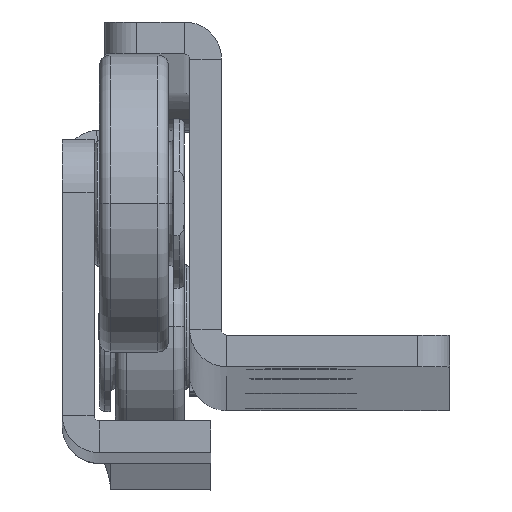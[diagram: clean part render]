
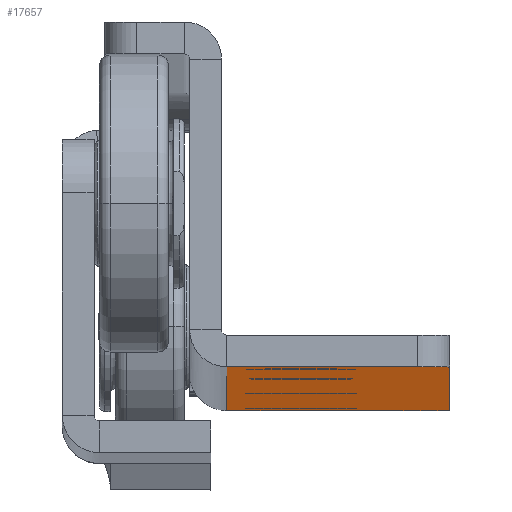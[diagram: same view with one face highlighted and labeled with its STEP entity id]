
A CAD part, top view. The second image highlights one B-rep face of the part: STEP entity #17657.
In plain terms, the highlighted face is planar.
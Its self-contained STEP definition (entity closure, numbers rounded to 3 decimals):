
#371 = FACE_BOUND ( 'NONE', #21860, .T. ) ;
#535 = CARTESIAN_POINT ( 'NONE',  ( 5.25, -9.5, 60. ) ) ;
#756 = EDGE_CURVE ( 'NONE', #5703, #12296, #11667, .T. ) ;
#1767 = DIRECTION ( 'NONE',  ( 0., 1., 0. ) ) ;
#1835 = CIRCLE ( 'NONE', #17793, 5.25 ) ;
#1929 = VERTEX_POINT ( 'NONE', #46372 ) ;
#2243 = ORIENTED_EDGE ( 'NONE', *, *, #41583, .T. ) ;
#2246 = AXIS2_PLACEMENT_3D ( 'NONE', #43353, #51928, #21826 ) ;
#2463 = VECTOR ( 'NONE', #13546, 1000. ) ;
#2810 = CARTESIAN_POINT ( 'NONE',  ( 10.5, -9.5, 252. ) ) ;
#3143 = EDGE_CURVE ( 'NONE', #23515, #14158, #11388, .T. ) ;
#5396 = CIRCLE ( 'NONE', #26679, 5.25 ) ;
#5703 = VERTEX_POINT ( 'NONE', #19070 ) ;
#5798 = DIRECTION ( 'NONE',  ( -1., 0., 0. ) ) ;
#6165 = CARTESIAN_POINT ( 'NONE',  ( 10.5, -9.5, 60. ) ) ;
#6689 = DIRECTION ( 'NONE',  ( 0., 0., 1. ) ) ;
#7158 = AXIS2_PLACEMENT_3D ( 'NONE', #41987, #54450, #21015 ) ;
#7519 = CARTESIAN_POINT ( 'NONE',  ( 3.5, -9.5, 30. ) ) ;
#7858 = DIRECTION ( 'NONE',  ( 0., 0., -1. ) ) ;
#8957 = AXIS2_PLACEMENT_3D ( 'NONE', #2810, #36605, #27782 ) ;
#9284 = CARTESIAN_POINT ( 'NONE',  ( 15.75, -9.5, 60. ) ) ;
#9401 = ORIENTED_EDGE ( 'NONE', *, *, #756, .T. ) ;
#9654 = DIRECTION ( 'NONE',  ( -0.105, 0., 0.995 ) ) ;
#10633 = CARTESIAN_POINT ( 'NONE',  ( 5.25, -9.5, 572. ) ) ;
#11388 = LINE ( 'NONE', #41545, #32143 ) ;
#11446 = DIRECTION ( 'NONE',  ( 0., 0., -1. ) ) ;
#11667 = CIRCLE ( 'NONE', #17045, 5.25 ) ;
#11747 = FACE_BOUND ( 'NONE', #30732, .T. ) ;
#11989 = CARTESIAN_POINT ( 'NONE',  ( 24.486, -9.5, 597.314 ) ) ;
#12034 = CIRCLE ( 'NONE', #34136, 5. ) ;
#12296 = VERTEX_POINT ( 'NONE', #10633 ) ;
#12513 = EDGE_CURVE ( 'NONE', #25279, #18231, #12034, .T. ) ;
#12847 = CIRCLE ( 'NONE', #2246, 5.25 ) ;
#12997 = CARTESIAN_POINT ( 'NONE',  ( 5.25, -9.5, 252. ) ) ;
#13249 = LINE ( 'NONE', #30735, #46123 ) ;
#13537 = ORIENTED_EDGE ( 'NONE', *, *, #35157, .T. ) ;
#13546 = DIRECTION ( 'NONE',  ( 1., 0., 0. ) ) ;
#14035 = LINE ( 'NONE', #18506, #39084 ) ;
#14158 = VERTEX_POINT ( 'NONE', #16237 ) ;
#14384 = EDGE_CURVE ( 'NONE', #14158, #36963, #25244, .T. ) ;
#14593 = ORIENTED_EDGE ( 'NONE', *, *, #42408, .T. ) ;
#15403 = VERTEX_POINT ( 'NONE', #52061 ) ;
#16237 = CARTESIAN_POINT ( 'NONE',  ( 3.5, -9.5, 600. ) ) ;
#16260 = DIRECTION ( 'NONE',  ( 0., 1., 0. ) ) ;
#16931 = AXIS2_PLACEMENT_3D ( 'NONE', #45506, #16260, #7858 ) ;
#17032 = ORIENTED_EDGE ( 'NONE', *, *, #3143, .F. ) ;
#17045 = AXIS2_PLACEMENT_3D ( 'NONE', #17641, #1767, #39155 ) ;
#17342 = FACE_BOUND ( 'NONE', #41761, .T. ) ;
#17641 = CARTESIAN_POINT ( 'NONE',  ( 10.5, -9.5, 572. ) ) ;
#17657 = ADVANCED_FACE ( 'NONE', ( #371, #17342, #20391, #11747, #28669 ), #54096, .F. ) ;
#17722 = EDGE_CURVE ( 'NONE', #49786, #28886, #1835, .T. ) ;
#17793 = AXIS2_PLACEMENT_3D ( 'NONE', #51572, #47425, #51840 ) ;
#18231 = VERTEX_POINT ( 'NONE', #21004 ) ;
#18234 = DIRECTION ( 'NONE',  ( 1., 0., 0. ) ) ;
#18506 = CARTESIAN_POINT ( 'NONE',  ( 24.5, -9.5, 30. ) ) ;
#19070 = CARTESIAN_POINT ( 'NONE',  ( 15.75, -9.5, 572. ) ) ;
#20391 = FACE_BOUND ( 'NONE', #45987, .T. ) ;
#20502 = ORIENTED_EDGE ( 'NONE', *, *, #53809, .T. ) ;
#20511 = CIRCLE ( 'NONE', #8957, 5.25 ) ;
#20729 = ORIENTED_EDGE ( 'NONE', *, *, #54628, .T. ) ;
#21004 = CARTESIAN_POINT ( 'NONE',  ( 24.5, -9.5, 33.594 ) ) ;
#21015 = DIRECTION ( 'NONE',  ( 0., 0., 1. ) ) ;
#21826 = DIRECTION ( 'NONE',  ( -1., 0., 0. ) ) ;
#21860 = EDGE_LOOP ( 'NONE', ( #9401, #14593 ) ) ;
#23515 = VERTEX_POINT ( 'NONE', #7519 ) ;
#24103 = CARTESIAN_POINT ( 'NONE',  ( 10.5, -9.5, 572. ) ) ;
#25244 = LINE ( 'NONE', #50863, #2463 ) ;
#25279 = VERTEX_POINT ( 'NONE', #41931 ) ;
#26679 = AXIS2_PLACEMENT_3D ( 'NONE', #35041, #52183, #52458 ) ;
#26827 = EDGE_CURVE ( 'NONE', #23515, #25279, #14035, .T. ) ;
#26832 = AXIS2_PLACEMENT_3D ( 'NONE', #6165, #39926, #54691 ) ;
#27301 = EDGE_CURVE ( 'NONE', #28886, #49786, #32105, .T. ) ;
#27413 = ORIENTED_EDGE ( 'NONE', *, *, #26827, .T. ) ;
#27782 = DIRECTION ( 'NONE',  ( -1., 0., 0. ) ) ;
#27799 = ORIENTED_EDGE ( 'NONE', *, *, #47152, .T. ) ;
#28669 = FACE_OUTER_BOUND ( 'NONE', #40460, .T. ) ;
#28886 = VERTEX_POINT ( 'NONE', #9284 ) ;
#28944 = VECTOR ( 'NONE', #11446, 1000. ) ;
#30570 = ORIENTED_EDGE ( 'NONE', *, *, #27301, .T. ) ;
#30732 = EDGE_LOOP ( 'NONE', ( #30570, #42565 ) ) ;
#30735 = CARTESIAN_POINT ( 'NONE',  ( 24.486, -9.5, 597.314 ) ) ;
#31097 = CIRCLE ( 'NONE', #7158, 3. ) ;
#31193 = EDGE_CURVE ( 'NONE', #33278, #18231, #48831, .T. ) ;
#32105 = CIRCLE ( 'NONE', #26832, 5.25 ) ;
#32143 = VECTOR ( 'NONE', #6689, 1000. ) ;
#32929 = CIRCLE ( 'NONE', #48761, 5.25 ) ;
#33278 = VERTEX_POINT ( 'NONE', #50099 ) ;
#33864 = DIRECTION ( 'NONE',  ( 0., -1., 0. ) ) ;
#34136 = AXIS2_PLACEMENT_3D ( 'NONE', #51558, #33864, #50727 ) ;
#35041 = CARTESIAN_POINT ( 'NONE',  ( 10.5, -9.5, 444. ) ) ;
#35157 = EDGE_CURVE ( 'NONE', #52111, #15403, #38111, .T. ) ;
#36240 = VERTEX_POINT ( 'NONE', #11989 ) ;
#36605 = DIRECTION ( 'NONE',  ( 0., 1., 0. ) ) ;
#36885 = ORIENTED_EDGE ( 'NONE', *, *, #54215, .T. ) ;
#36963 = VERTEX_POINT ( 'NONE', #53524 ) ;
#38111 = CIRCLE ( 'NONE', #46959, 5.25 ) ;
#38903 = CARTESIAN_POINT ( 'NONE',  ( 5.25, -9.5, 444. ) ) ;
#39084 = VECTOR ( 'NONE', #18234, 1000. ) ;
#39155 = DIRECTION ( 'NONE',  ( -1., 0., 0. ) ) ;
#39814 = DIRECTION ( 'NONE',  ( -1., 0., 0. ) ) ;
#39926 = DIRECTION ( 'NONE',  ( 0., 1., 0. ) ) ;
#40460 = EDGE_LOOP ( 'NONE', ( #17032, #27413, #50734, #40954, #20729, #2243, #42968 ) ) ;
#40901 = DIRECTION ( 'NONE',  ( 0., 1., 0. ) ) ;
#40954 = ORIENTED_EDGE ( 'NONE', *, *, #31193, .F. ) ;
#41327 = CARTESIAN_POINT ( 'NONE',  ( 24.5, -9.5, 600. ) ) ;
#41545 = CARTESIAN_POINT ( 'NONE',  ( 3.5, -9.5, 600. ) ) ;
#41583 = EDGE_CURVE ( 'NONE', #36240, #36963, #31097, .T. ) ;
#41761 = EDGE_LOOP ( 'NONE', ( #20502, #13537 ) ) ;
#41931 = CARTESIAN_POINT ( 'NONE',  ( 19.702, -9.5, 30. ) ) ;
#41987 = CARTESIAN_POINT ( 'NONE',  ( 21.502, -9.5, 597. ) ) ;
#42408 = EDGE_CURVE ( 'NONE', #12296, #5703, #32929, .T. ) ;
#42565 = ORIENTED_EDGE ( 'NONE', *, *, #17722, .T. ) ;
#42968 = ORIENTED_EDGE ( 'NONE', *, *, #14384, .F. ) ;
#43325 = VERTEX_POINT ( 'NONE', #12997 ) ;
#43353 = CARTESIAN_POINT ( 'NONE',  ( 10.5, -9.5, 252. ) ) ;
#43701 = DIRECTION ( 'NONE',  ( 0., 1., 0. ) ) ;
#45506 = CARTESIAN_POINT ( 'NONE',  ( 24.5, -9.5, 600. ) ) ;
#45987 = EDGE_LOOP ( 'NONE', ( #36885, #27799 ) ) ;
#46123 = VECTOR ( 'NONE', #9654, 1000. ) ;
#46372 = CARTESIAN_POINT ( 'NONE',  ( 15.75, -9.5, 252. ) ) ;
#46959 = AXIS2_PLACEMENT_3D ( 'NONE', #47859, #43701, #5798 ) ;
#47152 = EDGE_CURVE ( 'NONE', #43325, #1929, #12847, .T. ) ;
#47425 = DIRECTION ( 'NONE',  ( 0., 1., 0. ) ) ;
#47859 = CARTESIAN_POINT ( 'NONE',  ( 10.5, -9.5, 444. ) ) ;
#48761 = AXIS2_PLACEMENT_3D ( 'NONE', #24103, #40901, #39814 ) ;
#48831 = LINE ( 'NONE', #41327, #28944 ) ;
#49786 = VERTEX_POINT ( 'NONE', #535 ) ;
#50099 = CARTESIAN_POINT ( 'NONE',  ( 24.5, -9.5, 597.182 ) ) ;
#50727 = DIRECTION ( 'NONE',  ( 0., 0., 1. ) ) ;
#50734 = ORIENTED_EDGE ( 'NONE', *, *, #12513, .T. ) ;
#50863 = CARTESIAN_POINT ( 'NONE',  ( 24.5, -9.5, 600. ) ) ;
#51558 = CARTESIAN_POINT ( 'NONE',  ( 19.702, -9.5, 35. ) ) ;
#51572 = CARTESIAN_POINT ( 'NONE',  ( 10.5, -9.5, 60. ) ) ;
#51840 = DIRECTION ( 'NONE',  ( -1., 0., 0. ) ) ;
#51928 = DIRECTION ( 'NONE',  ( 0., 1., 0. ) ) ;
#52061 = CARTESIAN_POINT ( 'NONE',  ( 15.75, -9.5, 444. ) ) ;
#52111 = VERTEX_POINT ( 'NONE', #38903 ) ;
#52183 = DIRECTION ( 'NONE',  ( 0., 1., 0. ) ) ;
#52458 = DIRECTION ( 'NONE',  ( -1., 0., 0. ) ) ;
#53524 = CARTESIAN_POINT ( 'NONE',  ( 21.502, -9.5, 600. ) ) ;
#53809 = EDGE_CURVE ( 'NONE', #15403, #52111, #5396, .T. ) ;
#54096 = PLANE ( 'NONE',  #16931 ) ;
#54215 = EDGE_CURVE ( 'NONE', #1929, #43325, #20511, .T. ) ;
#54450 = DIRECTION ( 'NONE',  ( 0., -1., 0. ) ) ;
#54628 = EDGE_CURVE ( 'NONE', #33278, #36240, #13249, .T. ) ;
#54691 = DIRECTION ( 'NONE',  ( -1., 0., 0. ) ) ;
